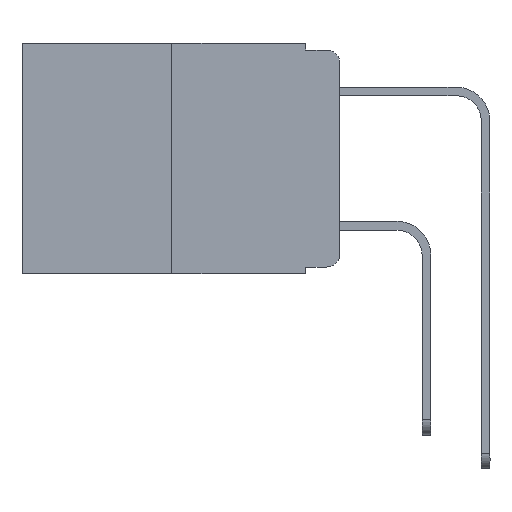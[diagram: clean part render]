
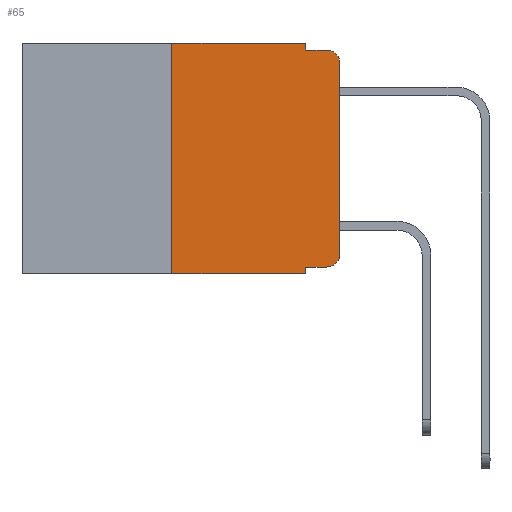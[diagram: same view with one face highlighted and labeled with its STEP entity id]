
A CAD part, left-side view. The second image highlights one B-rep face of the part: STEP entity #65.
In plain terms, the highlighted planar face has unit normal (-1, 0, 0).
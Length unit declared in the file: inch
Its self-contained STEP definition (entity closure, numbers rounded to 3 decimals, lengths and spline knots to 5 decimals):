
#65 = ADVANCED_FACE ( 'NONE', ( #2990 ), #6311, .F. ) ;
#761 = ORIENTED_EDGE ( 'NONE', *, *, #9011, .F. ) ;
#870 = EDGE_CURVE ( 'NONE', #7679, #2330, #3686, .T. ) ;
#930 = ORIENTED_EDGE ( 'NONE', *, *, #3458, .T. ) ;
#1181 = EDGE_CURVE ( 'NONE', #3222, #4496, #6709, .T. ) ;
#1185 = LINE ( 'NONE', #1235, #8392 ) ;
#1235 = CARTESIAN_POINT ( 'NONE',  ( 0., 0.051, -0.01 ) ) ;
#1286 = LINE ( 'NONE', #7536, #3416 ) ;
#1410 = DIRECTION ( 'NONE',  ( 0., 0., -1. ) ) ;
#2039 = ORIENTED_EDGE ( 'NONE', *, *, #5818, .T. ) ;
#2158 = LINE ( 'NONE', #8819, #8663 ) ;
#2259 = LINE ( 'NONE', #3967, #5607 ) ;
#2294 = VERTEX_POINT ( 'NONE', #8298 ) ;
#2330 = VERTEX_POINT ( 'NONE', #7346 ) ;
#2335 = DIRECTION ( 'NONE',  ( -1., 0., 0. ) ) ;
#2358 = DIRECTION ( 'NONE',  ( 0., 0., 1. ) ) ;
#2422 = CARTESIAN_POINT ( 'NONE',  ( 0., 0.051, 0. ) ) ;
#2919 = VECTOR ( 'NONE', #10155, 39.37008 ) ;
#2990 = FACE_OUTER_BOUND ( 'NONE', #9061, .T. ) ;
#3152 = CARTESIAN_POINT ( 'NONE',  ( 0., 0.473, -0.343 ) ) ;
#3222 = VERTEX_POINT ( 'NONE', #8565 ) ;
#3287 = ORIENTED_EDGE ( 'NONE', *, *, #870, .T. ) ;
#3338 = CARTESIAN_POINT ( 'NONE',  ( 0., 0.051, -0.343 ) ) ;
#3416 = VECTOR ( 'NONE', #2358, 39.37008 ) ;
#3434 = CARTESIAN_POINT ( 'NONE',  ( 0., 0., -0.03 ) ) ;
#3458 = EDGE_CURVE ( 'NONE', #2294, #6221, #9097, .T. ) ;
#3686 = CIRCLE ( 'NONE', #10030, 0.02 ) ;
#3890 = CARTESIAN_POINT ( 'NONE',  ( 0., 0.02, -0.01 ) ) ;
#3967 = CARTESIAN_POINT ( 'NONE',  ( 0., 0.051, 0. ) ) ;
#4275 = DIRECTION ( 'NONE',  ( 0., 0., 1. ) ) ;
#4496 = VERTEX_POINT ( 'NONE', #7513 ) ;
#4503 = AXIS2_PLACEMENT_3D ( 'NONE', #6664, #2335, #11009 ) ;
#4824 = DIRECTION ( 'NONE',  ( 0., 0., -1. ) ) ;
#4836 = ORIENTED_EDGE ( 'NONE', *, *, #1181, .F. ) ;
#4887 = LINE ( 'NONE', #2422, #8301 ) ;
#5141 = LINE ( 'NONE', #10065, #8822 ) ;
#5358 = CARTESIAN_POINT ( 'NONE',  ( 0., 0.02, -0.313 ) ) ;
#5482 = VERTEX_POINT ( 'NONE', #10306 ) ;
#5582 = ORIENTED_EDGE ( 'NONE', *, *, #8963, .F. ) ;
#5603 = VERTEX_POINT ( 'NONE', #9554 ) ;
#5607 = VECTOR ( 'NONE', #4824, 39.37008 ) ;
#5619 = DIRECTION ( 'NONE',  ( 0., -1., 0. ) ) ;
#5818 = EDGE_CURVE ( 'NONE', #2330, #10912, #5141, .T. ) ;
#5819 = ORIENTED_EDGE ( 'NONE', *, *, #8648, .T. ) ;
#6164 = DIRECTION ( 'NONE',  ( -1., 0., 0. ) ) ;
#6221 = VERTEX_POINT ( 'NONE', #3338 ) ;
#6236 = DIRECTION ( 'NONE',  ( 0., -1., 0. ) ) ;
#6311 = PLANE ( 'NONE',  #7181 ) ;
#6664 = CARTESIAN_POINT ( 'NONE',  ( 0., 0.02, -0.03 ) ) ;
#6709 = LINE ( 'NONE', #9343, #2919 ) ;
#7046 = VECTOR ( 'NONE', #10709, 39.37008 ) ;
#7181 = AXIS2_PLACEMENT_3D ( 'NONE', #8886, #9863, #10707 ) ;
#7346 = CARTESIAN_POINT ( 'NONE',  ( 0., 0., -0.313 ) ) ;
#7513 = CARTESIAN_POINT ( 'NONE',  ( 0., 0.051, 0. ) ) ;
#7536 = CARTESIAN_POINT ( 'NONE',  ( 0., 0.25, 0. ) ) ;
#7679 = VERTEX_POINT ( 'NONE', #8789 ) ;
#7767 = CIRCLE ( 'NONE', #4503, 0.02 ) ;
#8298 = CARTESIAN_POINT ( 'NONE',  ( 0., 0.25, -0.343 ) ) ;
#8301 = VECTOR ( 'NONE', #1410, 39.37008 ) ;
#8392 = VECTOR ( 'NONE', #5619, 39.37008 ) ;
#8421 = EDGE_CURVE ( 'NONE', #5603, #7679, #2158, .T. ) ;
#8565 = CARTESIAN_POINT ( 'NONE',  ( 0., 0.25, 0. ) ) ;
#8648 = EDGE_CURVE ( 'NONE', #10912, #9542, #7767, .T. ) ;
#8663 = VECTOR ( 'NONE', #6236, 39.37008 ) ;
#8789 = CARTESIAN_POINT ( 'NONE',  ( 0., 0.02, -0.333 ) ) ;
#8819 = CARTESIAN_POINT ( 'NONE',  ( 0., 0.051, -0.333 ) ) ;
#8822 = VECTOR ( 'NONE', #4275, 39.37008 ) ;
#8886 = CARTESIAN_POINT ( 'NONE',  ( 0., 0.473, 0. ) ) ;
#8963 = EDGE_CURVE ( 'NONE', #5603, #6221, #4887, .T. ) ;
#9011 = EDGE_CURVE ( 'NONE', #4496, #5482, #2259, .T. ) ;
#9061 = EDGE_LOOP ( 'NONE', ( #2039, #5819, #9285, #761, #4836, #10277, #930, #5582, #10684, #3287 ) ) ;
#9097 = LINE ( 'NONE', #3152, #7046 ) ;
#9285 = ORIENTED_EDGE ( 'NONE', *, *, #10723, .F. ) ;
#9343 = CARTESIAN_POINT ( 'NONE',  ( 0., 0.473, 0. ) ) ;
#9425 = EDGE_CURVE ( 'NONE', #2294, #3222, #1286, .T. ) ;
#9542 = VERTEX_POINT ( 'NONE', #3890 ) ;
#9554 = CARTESIAN_POINT ( 'NONE',  ( 0., 0.051, -0.333 ) ) ;
#9595 = DIRECTION ( 'NONE',  ( 0., 0., -1. ) ) ;
#9863 = DIRECTION ( 'NONE',  ( 1., 0., 0. ) ) ;
#10030 = AXIS2_PLACEMENT_3D ( 'NONE', #5358, #6164, #9595 ) ;
#10065 = CARTESIAN_POINT ( 'NONE',  ( 0., 0., 0. ) ) ;
#10155 = DIRECTION ( 'NONE',  ( 0., -1., 0. ) ) ;
#10277 = ORIENTED_EDGE ( 'NONE', *, *, #9425, .F. ) ;
#10306 = CARTESIAN_POINT ( 'NONE',  ( 0., 0.051, -0.01 ) ) ;
#10684 = ORIENTED_EDGE ( 'NONE', *, *, #8421, .T. ) ;
#10707 = DIRECTION ( 'NONE',  ( 0., 0., -1. ) ) ;
#10709 = DIRECTION ( 'NONE',  ( 0., -1., 0. ) ) ;
#10723 = EDGE_CURVE ( 'NONE', #5482, #9542, #1185, .T. ) ;
#10912 = VERTEX_POINT ( 'NONE', #3434 ) ;
#11009 = DIRECTION ( 'NONE',  ( 0., 0., -1. ) ) ;
